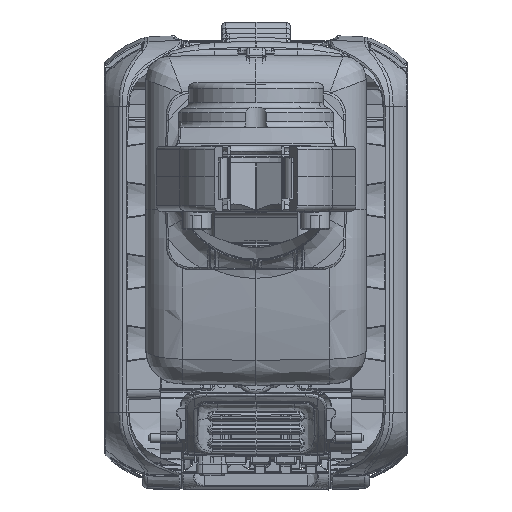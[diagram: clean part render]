
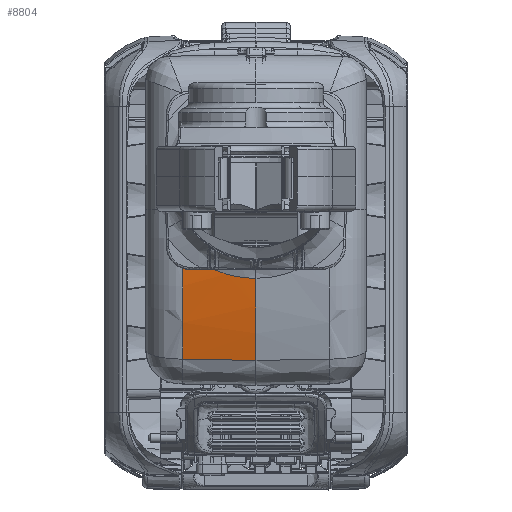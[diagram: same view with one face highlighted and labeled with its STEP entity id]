
A CAD part, top view. The second image highlights one B-rep face of the part: STEP entity #8804.
In plain terms, the highlighted conical face has half-angle 1 degrees and reference radius 152.227 mm.
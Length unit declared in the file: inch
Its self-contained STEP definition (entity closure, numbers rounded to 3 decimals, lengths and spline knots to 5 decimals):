
#6077=CARTESIAN_POINT('',(0.,-0.31255,-13.70607));
#6078=DIRECTION('',(1.,0.,0.));
#6079=DIRECTION('',(0.,-0.122,0.993));
#6080=AXIS2_PLACEMENT_3D('',#6077,#6078,#6079);
#6082=CARTESIAN_POINT('',(-0.77948,-1.90499,
-7.93536));
#6083=CARTESIAN_POINT('',(-0.69041,-1.90662,
-7.9342));
#6084=CARTESIAN_POINT('',(-0.51405,-1.90985,
-7.9319));
#6085=CARTESIAN_POINT('',(-0.26686,-1.91436,
-7.92867));
#6086=CARTESIAN_POINT('',(-0.08969,-1.9176,
-7.92636));
#6087=CARTESIAN_POINT('',(0.,-1.91924,
-7.92519));
#6089=CARTESIAN_POINT('',(-0.77948,-0.31255,
-13.70607));
#6090=DIRECTION('',(-1.,0.,0.));
#6091=DIRECTION('',(0.,-0.266,0.964));
#6092=AXIS2_PLACEMENT_3D('',#6089,#6090,#6091);
#6094=CARTESIAN_POINT('',(-0.77948,-0.73077,
-7.7343));
#6095=CARTESIAN_POINT('',(-0.75988,-0.74993,
-7.7353));
#6096=CARTESIAN_POINT('',(-0.72056,-0.78538,
-7.73728));
#6097=CARTESIAN_POINT('',(-0.66184,-0.83117,
-7.74007));
#6098=CARTESIAN_POINT('',(-0.60517,-0.86961,
-7.74256));
#6099=CARTESIAN_POINT('',(-0.55247,-0.90097,
-7.74466));
#6100=CARTESIAN_POINT('',(-0.50358,-0.92673,
-7.74641));
#6101=CARTESIAN_POINT('',(-0.45712,-0.94849,
-7.74788));
#6102=CARTESIAN_POINT('',(-0.41115,-0.96758,
-7.74914));
#6103=CARTESIAN_POINT('',(-0.36423,-0.9847,
-7.75023));
#6104=CARTESIAN_POINT('',(-0.31632,-0.99981,
-7.75111));
#6105=CARTESIAN_POINT('',(-0.26786,-1.01279,
-7.75177));
#6106=CARTESIAN_POINT('',(-0.21869,-1.02369,
-7.7522));
#6107=CARTESIAN_POINT('',(-0.16814,-1.03258,
-7.75238));
#6108=CARTESIAN_POINT('',(-0.11564,-1.03939,
-7.75229));
#6109=CARTESIAN_POINT('',(-0.06087,-1.04395,
-7.75188));
#6110=CARTESIAN_POINT('',(-0.02077,-1.04531,
-7.75135));
#6111=CARTESIAN_POINT('',(0.,-1.04543,
-7.751));
#6157=CARTESIAN_POINT('',(-0.77948,-0.73077,
-7.7343));
#6177=CARTESIAN_POINT('',(-0.77948,-1.90499,
-7.93536));
#8371=CARTESIAN_POINT('',(0.,-1.04543,-7.751));
#8372=CARTESIAN_POINT('',(0.,-1.91924,-7.92519));
#8373=VERTEX_POINT('',#8371);
#8374=VERTEX_POINT('',#8372);
#8382=VERTEX_POINT('',#6177);
#8453=VERTEX_POINT('',#6157);
#8789=CARTESIAN_POINT('',(-0.38974,-0.31255,
-13.70607));
#8790=DIRECTION('',(1.,0.,0.));
#8791=DIRECTION('',(0.,1.,0.));
#8792=AXIS2_PLACEMENT_3D('',#8789,#8790,#8791);
#8793=CONICAL_SURFACE('',#8792,5.9932,1.);
#8795=ORIENTED_EDGE('',*,*,#8794,.T.);
#8797=ORIENTED_EDGE('',*,*,#8796,.F.);
#8799=ORIENTED_EDGE('',*,*,#8798,.T.);
#8801=ORIENTED_EDGE('',*,*,#8800,.T.);
#8802=EDGE_LOOP('',(#8795,#8797,#8799,#8801));
#8803=FACE_OUTER_BOUND('',#8802,.F.);
#8804=ADVANCED_FACE('',(#8803),#8793,.T.);
#6081=CIRCLE('',#6080,6.);
#6088=B_SPLINE_CURVE_WITH_KNOTS('',3,(#6082,#6083,#6084,#6085,#6086,#6087),
.UNSPECIFIED.,.F.,.F.,(4,1,1,4),(0.,0.33333,0.66667,1.),
.UNSPECIFIED.);
#6093=CIRCLE('',#6092,5.98639);
#6112=B_SPLINE_CURVE_WITH_KNOTS('',3,(#6094,#6095,#6096,#6097,#6098,#6099,#6100,
#6101,#6102,#6103,#6104,#6105,#6106,#6107,#6108,#6109,#6110,#6111),
.UNSPECIFIED.,.F.,.F.,(4,1,1,1,1,1,1,1,1,1,1,1,1,1,1,4),(0.,0.06667,
0.13333,0.2,0.26667,0.33333,0.4,
0.46667,0.53333,0.6,0.66667,0.73333,
0.8,0.86667,0.93333,1.),.UNSPECIFIED.);
#8794=EDGE_CURVE('',#8373,#8374,#6081,.T.);
#8796=EDGE_CURVE('',#8382,#8374,#6088,.T.);
#8798=EDGE_CURVE('',#8382,#8453,#6093,.T.);
#8800=EDGE_CURVE('',#8453,#8373,#6112,.T.);
